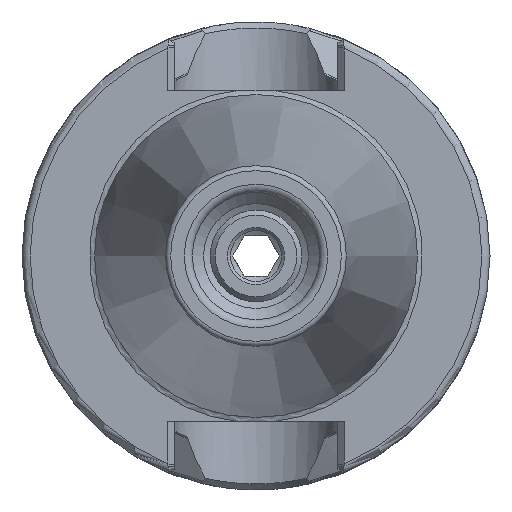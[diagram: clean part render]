
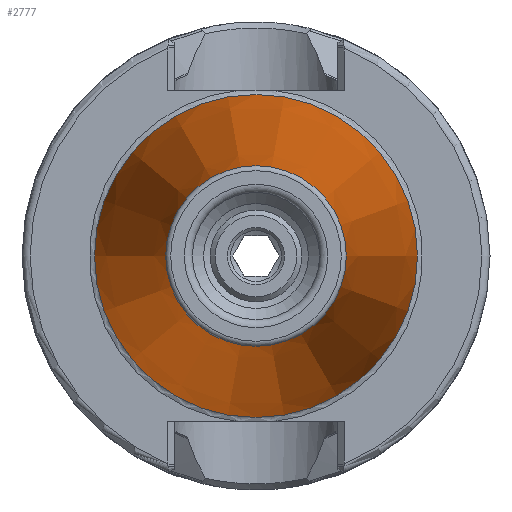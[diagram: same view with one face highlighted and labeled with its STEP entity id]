
A CAD part, left-side view. The second image highlights one B-rep face of the part: STEP entity #2777.
In plain terms, the highlighted conical face has half-angle 8.297 degrees and reference radius 12.377 mm.
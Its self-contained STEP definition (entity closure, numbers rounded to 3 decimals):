
#143=CONICAL_SURFACE('',#3132,12.377,0.145);
#322=FACE_OUTER_BOUND('',#497,.T.);
#497=EDGE_LOOP('',(#2290,#2291,#2292,#2293,#2294));
#737=LINE('',#5854,#892);
#892=VECTOR('',#3698,12.377);
#1041=CIRCLE('',#3128,8.879);
#1042=CIRCLE('',#3129,8.879);
#1045=CIRCLE('',#3133,15.875);
#1278=VERTEX_POINT('',#5844);
#1279=VERTEX_POINT('',#5845);
#1281=VERTEX_POINT('',#5852);
#1634=EDGE_CURVE('',#1278,#1279,#1041,.T.);
#1635=EDGE_CURVE('',#1279,#1278,#1042,.T.);
#1638=EDGE_CURVE('',#1281,#1281,#1045,.T.);
#1639=EDGE_CURVE('',#1281,#1278,#737,.T.);
#2290=ORIENTED_EDGE('',*,*,#1638,.F.);
#2291=ORIENTED_EDGE('',*,*,#1639,.T.);
#2292=ORIENTED_EDGE('',*,*,#1634,.T.);
#2293=ORIENTED_EDGE('',*,*,#1635,.T.);
#2294=ORIENTED_EDGE('',*,*,#1639,.F.);
#2777=ADVANCED_FACE('',(#322),#143,.T.);
#3128=AXIS2_PLACEMENT_3D('',#5846,#3686,#3687);
#3129=AXIS2_PLACEMENT_3D('',#5847,#3688,#3689);
#3132=AXIS2_PLACEMENT_3D('',#5851,#3694,#3695);
#3133=AXIS2_PLACEMENT_3D('',#5853,#3696,#3697);
#3686=DIRECTION('center_axis',(1.,0.,0.));
#3687=DIRECTION('ref_axis',(0.,0.,-1.));
#3688=DIRECTION('center_axis',(1.,0.,0.));
#3689=DIRECTION('ref_axis',(0.,0.,-1.));
#3694=DIRECTION('center_axis',(1.,0.,0.));
#3695=DIRECTION('ref_axis',(0.,1.,0.));
#3696=DIRECTION('center_axis',(1.,0.,0.));
#3697=DIRECTION('ref_axis',(0.,0.,-1.));
#3698=DIRECTION('',(-0.99,0.144,0.));
#5844=CARTESIAN_POINT('',(-47.972,-8.879,0.));
#5845=CARTESIAN_POINT('',(-47.972,0.,8.879));
#5846=CARTESIAN_POINT('Origin',(-47.972,0.,
0.));
#5847=CARTESIAN_POINT('Origin',(-47.972,0.,
0.));
#5851=CARTESIAN_POINT('Origin',(-23.986,0.,
0.));
#5852=CARTESIAN_POINT('',(0.,-15.875,0.));
#5853=CARTESIAN_POINT('Origin',(0.,0.,
0.));
#5854=CARTESIAN_POINT('',(-23.986,-12.377,0.));
